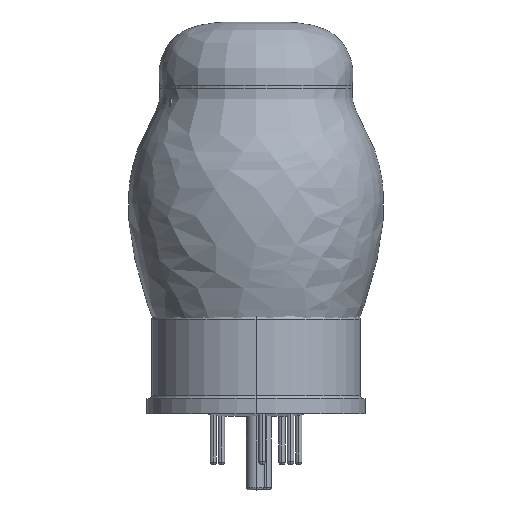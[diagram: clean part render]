
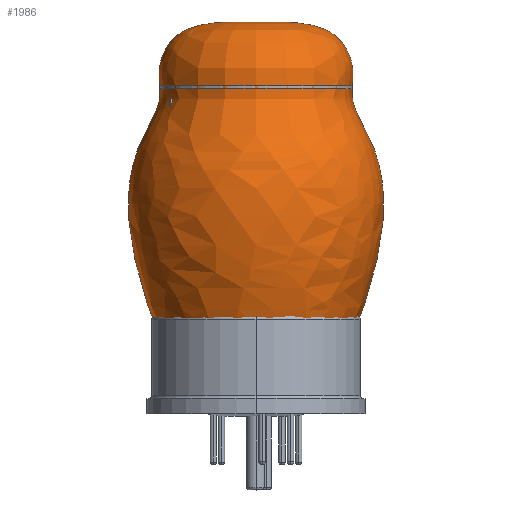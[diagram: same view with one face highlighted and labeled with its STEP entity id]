
A CAD part, top view. The second image highlights one B-rep face of the part: STEP entity #1986.
In plain terms, the highlighted free-form (B-spline) face has degree [3, 3] with [9, 4] control points.
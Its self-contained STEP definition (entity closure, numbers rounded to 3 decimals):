
#37 = CIRCLE ( 'NONE', #824, 15.147 ) ;
#309 = ORIENTED_EDGE ( 'NONE', *, *, #5925, .F. ) ;
#401 = CARTESIAN_POINT ( 'NONE',  ( 29.891, 43.86, 0. ) ) ;
#455 = CARTESIAN_POINT ( 'NONE',  ( -29.891, 43.86, 0. ) ) ;
#717 = B_SPLINE_CURVE_WITH_KNOTS ( 'NONE', 3,
 ( #2237, #4075, #5466, #5908, #3173, #455, #5005, #2703, #4553 ),
 .UNSPECIFIED., .F., .F.,
 ( 4, 1, 1, 1, 1, 1, 4 ),
 ( 0., 0.168, 0.219, 0.277, 0.35, 0.787, 0.833 ),
 .UNSPECIFIED. ) ;
#737 = CARTESIAN_POINT ( 'NONE',  ( 19.639, 67.805, 0. ) ) ;
#761 = CARTESIAN_POINT ( 'NONE',  ( 15.889, 6.471, 0. ) ) ;
#784 = CARTESIAN_POINT ( 'NONE',  ( 0., 77., 0. ) ) ;
#800 = CARTESIAN_POINT ( 'NONE',  ( -15.147, 5., 30.294 ) ) ;
#824 = AXIS2_PLACEMENT_3D ( 'NONE', #4291, #1013, #3837 ) ;
#965 = EDGE_CURVE ( 'NONE', #5203, #3541, #37, .T. ) ;
#1013 = DIRECTION ( 'NONE',  ( 0., 1., 0. ) ) ;
#1099 = FACE_OUTER_BOUND ( 'NONE', #1700, .T. ) ;
#1166 = CARTESIAN_POINT ( 'NONE',  ( -6.777, 77.218, 0. ) ) ;
#1228 = CARTESIAN_POINT ( 'NONE',  ( -15.147, 5., 0. ) ) ;
#1263 = CARTESIAN_POINT ( 'NONE',  ( -22.452, 23.918, 0. ) ) ;
#1323 = CARTESIAN_POINT ( 'NONE',  ( -18.137, 61.326, 0. ) ) ;
#1350 = CARTESIAN_POINT ( 'NONE',  ( 18.137, 61.326, 0. ) ) ;
#1700 = EDGE_LOOP ( 'NONE', ( #309, #5304, #4115 ) ) ;
#1708 = CARTESIAN_POINT ( 'NONE',  ( -29.891, 43.86, 59.783 ) ) ;
#1820 = CARTESIAN_POINT ( 'NONE',  ( -19.639, 67.805, 39.278 ) ) ;
#1986 = ADVANCED_FACE ( 'NONE', ( #1099 ), #3735, .F. ) ;
#2029 = CARTESIAN_POINT ( 'NONE',  ( 0., 77., 0. ) ) ;
#2127 = CARTESIAN_POINT ( 'NONE',  ( 15.147, 5., 0. ) ) ;
#2150 = CARTESIAN_POINT ( 'NONE',  ( 22.452, 23.918, 0. ) ) ;
#2237 = CARTESIAN_POINT ( 'NONE',  ( 0., 77., 0. ) ) ;
#2489 = B_SPLINE_CURVE_WITH_KNOTS ( 'NONE', 3,
 ( #784, #3479, #3910, #5802, #5840, #3389, #4862, #761, #4324 ),
 .UNSPECIFIED., .F., .F.,
 ( 4, 1, 1, 1, 1, 1, 4 ),
 ( 0., 0.168, 0.219, 0.277, 0.35, 0.787, 0.833 ),
 .UNSPECIFIED. ) ;
#2562 = CARTESIAN_POINT ( 'NONE',  ( 19.639, 67.805, 39.278 ) ) ;
#2653 = CARTESIAN_POINT ( 'NONE',  ( 22.452, 23.918, 44.904 ) ) ;
#2680 = CARTESIAN_POINT ( 'NONE',  ( -18.137, 61.326, 36.275 ) ) ;
#2703 = CARTESIAN_POINT ( 'NONE',  ( -15.889, 6.471, 0. ) ) ;
#2996 = CARTESIAN_POINT ( 'NONE',  ( 15.644, 77.503, 0. ) ) ;
#3020 = CARTESIAN_POINT ( 'NONE',  ( -15.644, 77.503, 0. ) ) ;
#3083 = CARTESIAN_POINT ( 'NONE',  ( 15.147, 5., 0. ) ) ;
#3144 = CARTESIAN_POINT ( 'NONE',  ( -22.452, 23.918, 44.904 ) ) ;
#3173 = CARTESIAN_POINT ( 'NONE',  ( -18.137, 61.326, 0. ) ) ;
#3174 = CARTESIAN_POINT ( 'NONE',  ( 29.891, 43.86, 59.783 ) ) ;
#3389 = CARTESIAN_POINT ( 'NONE',  ( 29.891, 43.86, 0. ) ) ;
#3413 = VERTEX_POINT ( 'NONE', #4346 ) ;
#3438 = CARTESIAN_POINT ( 'NONE',  ( 6.777, 77.218, 0. ) ) ;
#3468 = CARTESIAN_POINT ( 'NONE',  ( 15.644, 77.503, 31.288 ) ) ;
#3479 = CARTESIAN_POINT ( 'NONE',  ( 6.777, 77.218, 0. ) ) ;
#3529 = CARTESIAN_POINT ( 'NONE',  ( -29.891, 43.86, 0. ) ) ;
#3541 = VERTEX_POINT ( 'NONE', #2127 ) ;
#3557 = CARTESIAN_POINT ( 'NONE',  ( -15.889, 6.471, 0. ) ) ;
#3584 = CARTESIAN_POINT ( 'NONE',  ( -19.639, 67.805, 0. ) ) ;
#3735 =( BOUNDED_SURFACE ( )  B_SPLINE_SURFACE ( 3, 3, ( 
 ( #2029, #3862, #5243, #5760 ),
 ( #3438, #5280, #4412, #1166 ),
 ( #2996, #3468, #5308, #3020 ),
 ( #737, #2562, #1820, #3584 ),
 ( #1350, #4527, #2680, #1323 ),
 ( #401, #3174, #1708, #3529 ),
 ( #2150, #2653, #3144, #1263 ),
 ( #5372, #4506, #3985, #3557 ),
 ( #3083, #5006, #800, #4878 ) ),
 .UNSPECIFIED., .F., .F., .F. ) 
 B_SPLINE_SURFACE_WITH_KNOTS ( ( 4, 1, 1, 1, 1, 1, 4 ),
 ( 4, 4 ),
 ( 0., 0.168, 0.219, 0.277, 0.35, 0.787, 0.833 ),
 ( 0., 1. ),
 .UNSPECIFIED. ) 
 GEOMETRIC_REPRESENTATION_ITEM ( )  RATIONAL_B_SPLINE_SURFACE ( (
 ( 1., 0.333, 0.333, 1.),
 ( 1., 0.333, 0.333, 1.),
 ( 1., 0.333, 0.333, 1.),
 ( 1., 0.333, 0.333, 1.),
 ( 1., 0.333, 0.333, 1.),
 ( 1., 0.333, 0.333, 1.),
 ( 1., 0.333, 0.333, 1.),
 ( 1., 0.333, 0.333, 1.),
 ( 1., 0.333, 0.333, 1.) ) ) 
 REPRESENTATION_ITEM ( '' )  SURFACE ( )  );
#3837 = DIRECTION ( 'NONE',  ( 0., 0., -1. ) ) ;
#3862 = CARTESIAN_POINT ( 'NONE',  ( 0., 77., 0. ) ) ;
#3910 = CARTESIAN_POINT ( 'NONE',  ( 15.644, 77.503, 0. ) ) ;
#3985 = CARTESIAN_POINT ( 'NONE',  ( -15.889, 6.471, 31.779 ) ) ;
#4075 = CARTESIAN_POINT ( 'NONE',  ( -6.777, 77.218, 0. ) ) ;
#4115 = ORIENTED_EDGE ( 'NONE', *, *, #965, .T. ) ;
#4291 = CARTESIAN_POINT ( 'NONE',  ( 0., 5., 0. ) ) ;
#4324 = CARTESIAN_POINT ( 'NONE',  ( 15.147, 5., 0. ) ) ;
#4346 = CARTESIAN_POINT ( 'NONE',  ( 0., 77., 0. ) ) ;
#4412 = CARTESIAN_POINT ( 'NONE',  ( -6.777, 77.218, 13.554 ) ) ;
#4506 = CARTESIAN_POINT ( 'NONE',  ( 15.889, 6.471, 31.779 ) ) ;
#4527 = CARTESIAN_POINT ( 'NONE',  ( 18.137, 61.326, 36.275 ) ) ;
#4553 = CARTESIAN_POINT ( 'NONE',  ( -15.147, 5., 0. ) ) ;
#4862 = CARTESIAN_POINT ( 'NONE',  ( 22.452, 23.918, 0. ) ) ;
#4878 = CARTESIAN_POINT ( 'NONE',  ( -15.147, 5., 0. ) ) ;
#5005 = CARTESIAN_POINT ( 'NONE',  ( -22.452, 23.918, 0. ) ) ;
#5006 = CARTESIAN_POINT ( 'NONE',  ( 15.147, 5., 30.294 ) ) ;
#5203 = VERTEX_POINT ( 'NONE', #1228 ) ;
#5243 = CARTESIAN_POINT ( 'NONE',  ( 0., 77., 0. ) ) ;
#5280 = CARTESIAN_POINT ( 'NONE',  ( 6.777, 77.218, 13.554 ) ) ;
#5295 = EDGE_CURVE ( 'NONE', #3413, #5203, #717, .T. ) ;
#5304 = ORIENTED_EDGE ( 'NONE', *, *, #5295, .T. ) ;
#5308 = CARTESIAN_POINT ( 'NONE',  ( -15.644, 77.503, 31.288 ) ) ;
#5372 = CARTESIAN_POINT ( 'NONE',  ( 15.889, 6.471, 0. ) ) ;
#5466 = CARTESIAN_POINT ( 'NONE',  ( -15.644, 77.503, 0. ) ) ;
#5760 = CARTESIAN_POINT ( 'NONE',  ( 0., 77., 0. ) ) ;
#5802 = CARTESIAN_POINT ( 'NONE',  ( 19.639, 67.805, 0. ) ) ;
#5840 = CARTESIAN_POINT ( 'NONE',  ( 18.137, 61.326, 0. ) ) ;
#5908 = CARTESIAN_POINT ( 'NONE',  ( -19.639, 67.805, 0. ) ) ;
#5925 = EDGE_CURVE ( 'NONE', #3413, #3541, #2489, .T. ) ;
